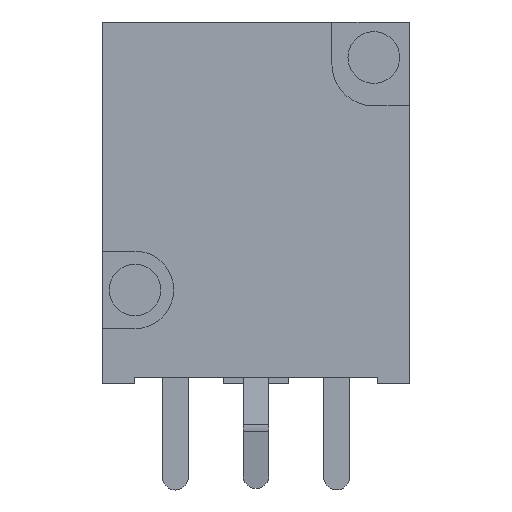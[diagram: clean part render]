
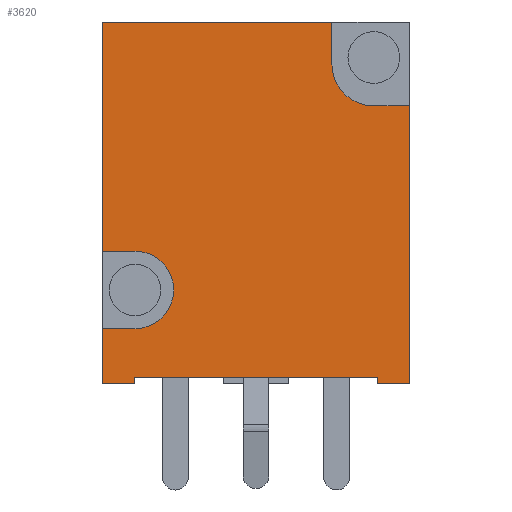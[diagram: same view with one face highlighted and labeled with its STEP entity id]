
A CAD part, left-side view. The second image highlights one B-rep face of the part: STEP entity #3620.
In plain terms, the highlighted face is planar.
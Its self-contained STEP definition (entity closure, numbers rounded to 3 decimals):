
#144=CIRCLE('',#3868,1.2);
#145=CIRCLE('',#3871,1.3);
#350=FACE_OUTER_BOUND('',#572,.T.);
#572=EDGE_LOOP('',(#2482,#2483,#2484,#2485,#2486,#2487,#2488,#2489,#2490,
#2491,#2492,#2493,#2494,#2495,#2496));
#818=LINE('',#5224,#1162);
#824=LINE('',#5236,#1168);
#831=LINE('',#5249,#1175);
#836=LINE('',#5259,#1180);
#838=LINE('',#5263,#1182);
#841=LINE('',#5271,#1185);
#844=LINE('',#5281,#1188);
#847=LINE('',#5286,#1191);
#848=LINE('',#5288,#1192);
#849=LINE('',#5290,#1193);
#850=LINE('',#5294,#1194);
#851=LINE('',#5296,#1195);
#852=LINE('',#5297,#1196);
#1162=VECTOR('',#4232,10.);
#1168=VECTOR('',#4242,10.);
#1175=VECTOR('',#4251,10.);
#1180=VECTOR('',#4260,10.);
#1182=VECTOR('',#4264,10.);
#1185=VECTOR('',#4269,10.);
#1188=VECTOR('',#4280,10.);
#1191=VECTOR('',#4285,10.);
#1192=VECTOR('',#4286,10.);
#1193=VECTOR('',#4287,10.);
#1194=VECTOR('',#4290,10.);
#1195=VECTOR('',#4291,10.);
#1196=VECTOR('',#4292,10.);
#1493=VERTEX_POINT('',#5220);
#1495=VERTEX_POINT('',#5223);
#1499=VERTEX_POINT('',#5235);
#1504=VERTEX_POINT('',#5247);
#1507=VERTEX_POINT('',#5257);
#1508=VERTEX_POINT('',#5261);
#1511=VERTEX_POINT('',#5268);
#1512=VERTEX_POINT('',#5270);
#1514=VERTEX_POINT('',#5276);
#1515=VERTEX_POINT('',#5280);
#1517=VERTEX_POINT('',#5287);
#1518=VERTEX_POINT('',#5289);
#1519=VERTEX_POINT('',#5291);
#1520=VERTEX_POINT('',#5293);
#1521=VERTEX_POINT('',#5295);
#1861=EDGE_CURVE('',#1493,#1495,#818,.T.);
#1867=EDGE_CURVE('',#1495,#1499,#824,.T.);
#1874=EDGE_CURVE('',#1493,#1504,#831,.T.);
#1879=EDGE_CURVE('',#1504,#1507,#836,.T.);
#1881=EDGE_CURVE('',#1508,#1507,#838,.T.);
#1884=EDGE_CURVE('',#1512,#1511,#841,.T.);
#1887=EDGE_CURVE('',#1514,#1512,#144,.T.);
#1889=EDGE_CURVE('',#1515,#1514,#844,.T.);
#1892=EDGE_CURVE('',#1511,#1499,#847,.T.);
#1893=EDGE_CURVE('',#1508,#1517,#848,.T.);
#1894=EDGE_CURVE('',#1517,#1518,#849,.T.);
#1895=EDGE_CURVE('',#1518,#1519,#145,.T.);
#1896=EDGE_CURVE('',#1519,#1520,#850,.T.);
#1897=EDGE_CURVE('',#1520,#1521,#851,.T.);
#1898=EDGE_CURVE('',#1521,#1515,#852,.T.);
#2482=ORIENTED_EDGE('',*,*,#1889,.T.);
#2483=ORIENTED_EDGE('',*,*,#1887,.T.);
#2484=ORIENTED_EDGE('',*,*,#1884,.T.);
#2485=ORIENTED_EDGE('',*,*,#1892,.T.);
#2486=ORIENTED_EDGE('',*,*,#1867,.F.);
#2487=ORIENTED_EDGE('',*,*,#1861,.F.);
#2488=ORIENTED_EDGE('',*,*,#1874,.T.);
#2489=ORIENTED_EDGE('',*,*,#1879,.T.);
#2490=ORIENTED_EDGE('',*,*,#1881,.F.);
#2491=ORIENTED_EDGE('',*,*,#1893,.T.);
#2492=ORIENTED_EDGE('',*,*,#1894,.T.);
#2493=ORIENTED_EDGE('',*,*,#1895,.T.);
#2494=ORIENTED_EDGE('',*,*,#1896,.T.);
#2495=ORIENTED_EDGE('',*,*,#1897,.T.);
#2496=ORIENTED_EDGE('',*,*,#1898,.T.);
#3473=PLANE('',#3870);
#3620=ADVANCED_FACE('',(#350),#3473,.T.);
#3868=AXIS2_PLACEMENT_3D('',#5277,#4275,#4276);
#3870=AXIS2_PLACEMENT_3D('',#5285,#4283,#4284);
#3871=AXIS2_PLACEMENT_3D('',#5292,#4288,#4289);
#4232=DIRECTION('',(0.,0.,-1.));
#4242=DIRECTION('',(-1.,0.,0.));
#4251=DIRECTION('',(1.,0.,0.));
#4260=DIRECTION('',(0.,0.,-1.));
#4264=DIRECTION('',(-1.,0.,0.));
#4269=DIRECTION('',(-1.,0.,0.));
#4275=DIRECTION('center_axis',(0.,1.,0.));
#4276=DIRECTION('ref_axis',(1.,0.,0.));
#4280=DIRECTION('',(1.,0.,0.));
#4283=DIRECTION('center_axis',(0.,-1.,0.));
#4284=DIRECTION('ref_axis',(0.,0.,1.));
#4285=DIRECTION('',(0.,0.,-1.));
#4286=DIRECTION('',(0.,0.,1.));
#4287=DIRECTION('',(-1.,0.,0.));
#4288=DIRECTION('center_axis',(0.,1.,0.));
#4289=DIRECTION('ref_axis',(0.,0.,-1.));
#4290=DIRECTION('',(0.,0.,1.));
#4291=DIRECTION('',(-1.,0.,0.));
#4292=DIRECTION('',(0.,0.,-1.));
#5220=CARTESIAN_POINT('',(1.,8.,0.));
#5223=CARTESIAN_POINT('',(1.,8.,-0.2));
#5224=CARTESIAN_POINT('',(1.,8.,0.));
#5235=CARTESIAN_POINT('',(0.,8.,-0.2));
#5236=CARTESIAN_POINT('',(0.,8.,-0.2));
#5247=CARTESIAN_POINT('',(8.5,8.,0.));
#5249=CARTESIAN_POINT('',(4.75,8.,0.));
#5257=CARTESIAN_POINT('',(8.5,8.,-0.2));
#5259=CARTESIAN_POINT('',(8.5,8.,0.));
#5261=CARTESIAN_POINT('',(9.5,8.,-0.2));
#5263=CARTESIAN_POINT('',(9.5,8.,-0.2));
#5268=CARTESIAN_POINT('',(0.,8.,1.5));
#5270=CARTESIAN_POINT('',(1.,8.,1.5));
#5271=CARTESIAN_POINT('',(1.,8.,1.5));
#5276=CARTESIAN_POINT('',(1.,8.,3.9));
#5277=CARTESIAN_POINT('Origin',(1.,8.,2.7));
#5280=CARTESIAN_POINT('',(0.,8.,3.9));
#5281=CARTESIAN_POINT('',(2.375,8.,3.9));
#5285=CARTESIAN_POINT('Origin',(4.75,8.,5.5));
#5286=CARTESIAN_POINT('',(0.,8.,0.));
#5287=CARTESIAN_POINT('',(9.5,8.,8.4));
#5288=CARTESIAN_POINT('',(9.5,8.,5.5));
#5289=CARTESIAN_POINT('',(8.4,8.,8.4));
#5290=CARTESIAN_POINT('',(7.125,8.,8.4));
#5291=CARTESIAN_POINT('',(7.1,8.,9.7));
#5292=CARTESIAN_POINT('Origin',(8.4,8.,9.7));
#5293=CARTESIAN_POINT('',(7.1,8.,11.));
#5294=CARTESIAN_POINT('',(7.1,8.,7.6));
#5295=CARTESIAN_POINT('',(0.,8.,11.));
#5296=CARTESIAN_POINT('',(4.75,8.,11.));
#5297=CARTESIAN_POINT('',(0.,8.,5.5));
